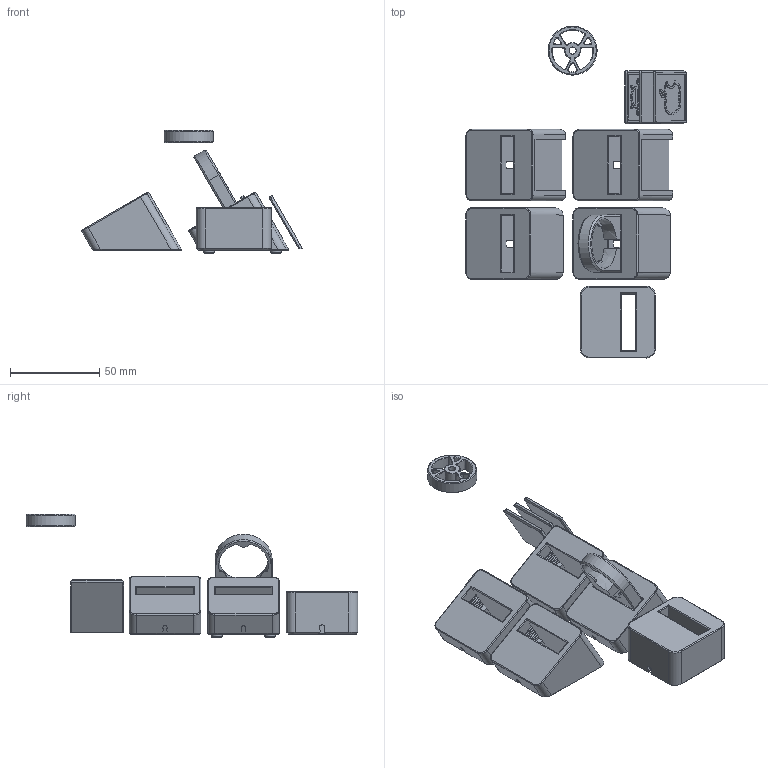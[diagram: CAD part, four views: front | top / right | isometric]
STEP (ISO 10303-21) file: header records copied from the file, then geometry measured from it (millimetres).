
FILE_DESCRIPTION(/* description */ (''),/* implementation_level */ '2;1');
FILE_NAME(/* name */ 'apple-watch-mini-dock.step',/* time_stamp */ '2021-06-06T19:28:31-04:00',/* author */ (''),/* organization */ (''),/* preprocessor_version */ 'ST-DEVELOPER v18.1',/* originating_system */ 'Autodesk Translation Framework v10.6.0.1341',/* authorisation */ '');
FILE_SCHEMA (('AUTOMOTIVE_DESIGN { 1 0 10303 214 3 1 1 }'));
Length unit declared in the file: millimetre
Products named in the file (6): apple-watch-mini-dock; mini; feet; base-with-plate; 90-degree-base; filler
Assembly tree (5 placements, depth 2):
  apple-watch-mini-dock
    mini
    feet
    base-with-plate
    90-degree-base
    filler
Bounding box: 123.46 x 185.75 x 69.16 mm (x, y, z)
Volume: 147193 mm3; surface area: 66649.8 mm2
Topology: 14 solids, 14 shells, 1095 faces, 2882 edges, 1838 vertices
Faces by surface type: plane 521, cylinder 258, bspline 205, cone 87, torus 20, sphere 4
Full cylindrical faces by diameter (mm): 4 x1, 5.9 x4, 27.5 x1
Entity records: 40176 total; most frequent: CARTESIAN_POINT 14079, ORIENTED_EDGE 5764, DIRECTION 4864, EDGE_CURVE 2882, VERTEX_POINT 1838, LINE 1778, VECTOR 1778, AXIS2_PLACEMENT_3D 1543
